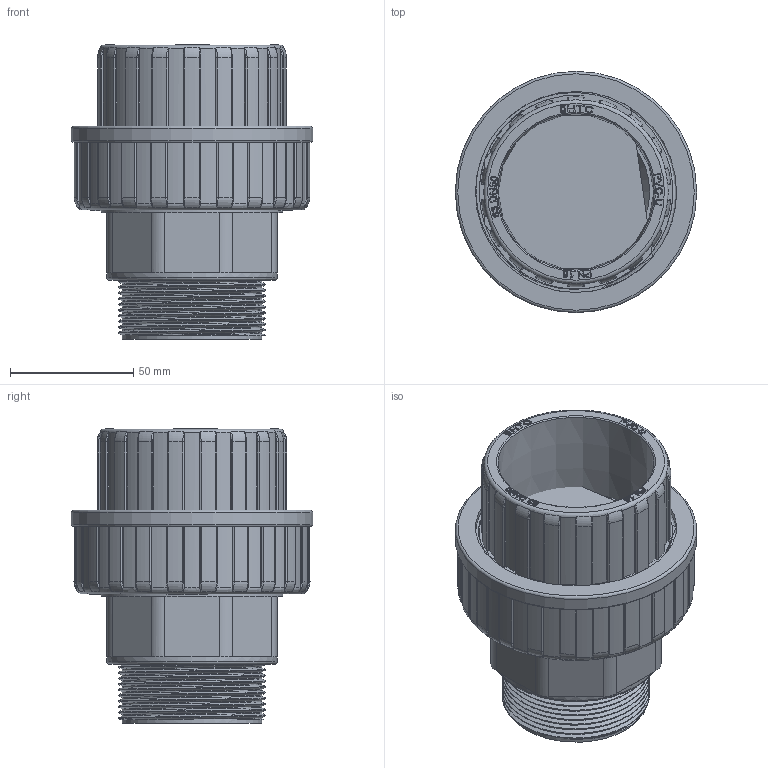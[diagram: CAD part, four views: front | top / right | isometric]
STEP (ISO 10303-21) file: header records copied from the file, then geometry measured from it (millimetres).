
FILE_DESCRIPTION(/* description */ (''),/* implementation_level */ '2;1');
FILE_NAME(/* name */ '63外螺V型活接.stp',/* time_stamp */ '2025-04-03T11:21:22+08:00',/* author */ (''),/* organization */ (''),/* preprocessor_version */ 'ST-DEVELOPER v16.7',/* originating_system */ 'SIEMENS PLM Software NX 12.0',/* authorisation */ '');
FILE_SCHEMA (('AUTOMOTIVE_DESIGN { 1 0 10303 214 3 1 1 1 }'));
Length unit declared in the file: millimetre
Products named in the file (1): Admi1B74C15C4br4
Bounding box: 97.9 x 97.9 x 119.55 mm (x, y, z)
Volume: 199792 mm3; surface area: 100781.3 mm2
Topology: 3 solids, 4 shells, 980 faces, 2627 edges, 1720 vertices
Faces by surface type: plane 370, extrusion 238, cylinder 234, bspline 86, torus 50, cone 2
Full cylindrical faces by diameter (mm): 1.36 x1, 2 x1, 2.04 x1, 3 x1, 45 x1, 49.8 x1, 56.3 x1, 56.656 x10, 60 x2, 69 x1, 70 x2, 73.5 x1, 74 x1, 78 x1, 78.576 x18, 81.534 x10, 97.9 x1
Entity records: 42335 total; most frequent: CARTESIAN_POINT 21235, ORIENTED_EDGE 4950, DIRECTION 3216, EDGE_CURVE 2475, VERTEX_POINT 1637, B_SPLINE_CURVE_WITH_KNOTS 1435, AXIS2_PLACEMENT_3D 1079, VECTOR 1058
